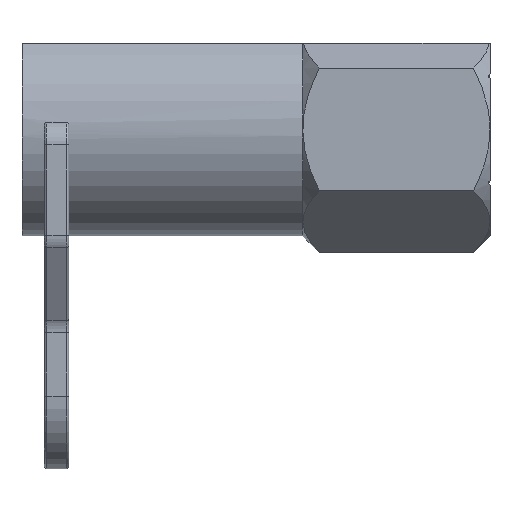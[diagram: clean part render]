
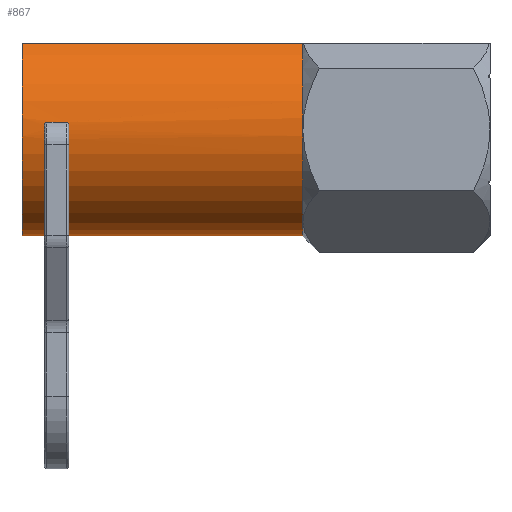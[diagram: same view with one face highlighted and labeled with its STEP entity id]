
A CAD part, left-side view. The second image highlights one B-rep face of the part: STEP entity #867.
In plain terms, the highlighted cylindrical face has radius 22.733 mm (diameter 45.466 mm), a partial arc.
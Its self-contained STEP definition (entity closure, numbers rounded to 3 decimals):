
#751 = VERTEX_POINT ( 'NONE', #2204 ) ;
#752 = ORIENTED_EDGE ( 'NONE', *, *, #753, .T. ) ;
#753 = EDGE_CURVE ( 'NONE', #751, #798, #2203, .T. ) ;
#793 = EDGE_CURVE ( 'NONE', #878, #871, #2319, .T. ) ;
#794 = EDGE_LOOP ( 'NONE', ( #795, #832, #835, #752 ) ) ;
#795 = ORIENTED_EDGE ( 'NONE', *, *, #796, .F. ) ;
#796 = EDGE_CURVE ( 'NONE', #797, #798, #2314, .T. ) ;
#797 = VERTEX_POINT ( 'NONE', #2309 ) ;
#798 = VERTEX_POINT ( 'NONE', #2308 ) ;
#818 = VERTEX_POINT ( 'NONE', #2331 ) ;
#819 = ORIENTED_EDGE ( 'NONE', *, *, #820, .F. ) ;
#820 = EDGE_CURVE ( 'NONE', #821, #818, #2330, .T. ) ;
#821 = VERTEX_POINT ( 'NONE', #2325 ) ;
#822 = ORIENTED_EDGE ( 'NONE', *, *, #872, .T. ) ;
#823 = VERTEX_POINT ( 'NONE', #2386 ) ;
#832 = ORIENTED_EDGE ( 'NONE', *, *, #833, .T. ) ;
#833 = EDGE_CURVE ( 'NONE', #797, #834, #2368, .T. ) ;
#834 = VERTEX_POINT ( 'NONE', #2364 ) ;
#835 = ORIENTED_EDGE ( 'NONE', *, *, #836, .T. ) ;
#836 = EDGE_CURVE ( 'NONE', #834, #751, #2362, .T. ) ;
#867 = ADVANCED_FACE ( 'NONE', ( #2507, #2452 ), #2502, .T. ) ;
#868 = EDGE_LOOP ( 'NONE', ( #869, #819, #822, #873, #876, #879 ) ) ;
#869 = ORIENTED_EDGE ( 'NONE', *, *, #870, .T. ) ;
#870 = EDGE_CURVE ( 'NONE', #871, #818, #2497, .T. ) ;
#871 = VERTEX_POINT ( 'NONE', #2493 ) ;
#872 = EDGE_CURVE ( 'NONE', #821, #823, #2492, .T. ) ;
#873 = ORIENTED_EDGE ( 'NONE', *, *, #874, .T. ) ;
#874 = EDGE_CURVE ( 'NONE', #823, #875, #2491, .T. ) ;
#875 = VERTEX_POINT ( 'NONE', #2481 ) ;
#876 = ORIENTED_EDGE ( 'NONE', *, *, #877, .T. ) ;
#877 = EDGE_CURVE ( 'NONE', #875, #878, #2533, .T. ) ;
#878 = VERTEX_POINT ( 'NONE', #2532 ) ;
#879 = ORIENTED_EDGE ( 'NONE', *, *, #793, .T. ) ;
#2200 = DIRECTION ( 'NONE',  ( 0., 1., 0. ) ) ;
#2201 = VECTOR ( 'NONE', #2200, 1000. ) ;
#2202 = CARTESIAN_POINT ( 'NONE',  ( -13.285, 40., 18.447 ) ) ;
#2203 = LINE ( 'NONE', #2202, #2201 ) ;
#2204 = CARTESIAN_POINT ( 'NONE',  ( -13.285, 40., 18.447 ) ) ;
#2308 = CARTESIAN_POINT ( 'NONE',  ( -13.285, 100., 18.447 ) ) ;
#2309 = CARTESIAN_POINT ( 'NONE',  ( 0., 100., -22.733 ) ) ;
#2310 = DIRECTION ( 'NONE',  ( 0., 0., 1. ) ) ;
#2311 = DIRECTION ( 'NONE',  ( 0., 1., 0. ) ) ;
#2312 = CARTESIAN_POINT ( 'NONE',  ( 0., 100., 0. ) ) ;
#2313 = AXIS2_PLACEMENT_3D ( 'NONE', #2312, #2311, #2310 ) ;
#2314 = CIRCLE ( 'NONE', #2313, 22.733 ) ;
#2315 = DIRECTION ( 'NONE',  ( 0., 0., 1. ) ) ;
#2316 = DIRECTION ( 'NONE',  ( 0., -1., 0. ) ) ;
#2317 = CARTESIAN_POINT ( 'NONE',  ( 0., 90., 0. ) ) ;
#2318 = AXIS2_PLACEMENT_3D ( 'NONE', #2317, #2316, #2315 ) ;
#2319 = CIRCLE ( 'NONE', #2318, 22.733 ) ;
#2325 = CARTESIAN_POINT ( 'NONE',  ( -22.713, 95.2, 0.95 ) ) ;
#2326 = DIRECTION ( 'NONE',  ( 0., 0., 1. ) ) ;
#2327 = DIRECTION ( 'NONE',  ( 0., -1., 0. ) ) ;
#2328 = CARTESIAN_POINT ( 'NONE',  ( 0., 95.2, 0. ) ) ;
#2329 = AXIS2_PLACEMENT_3D ( 'NONE', #2328, #2327, #2326 ) ;
#2330 = CIRCLE ( 'NONE', #2329, 22.733 ) ;
#2331 = CARTESIAN_POINT ( 'NONE',  ( -22.645, 95.2, -2. ) ) ;
#2358 = DIRECTION ( 'NONE',  ( 0., 0., 1. ) ) ;
#2359 = DIRECTION ( 'NONE',  ( 0., 1., 0. ) ) ;
#2360 = CARTESIAN_POINT ( 'NONE',  ( 0., 40., 0. ) ) ;
#2361 = AXIS2_PLACEMENT_3D ( 'NONE', #2360, #2359, #2358 ) ;
#2362 = CIRCLE ( 'NONE', #2361, 22.733 ) ;
#2364 = CARTESIAN_POINT ( 'NONE',  ( 0., 40., -22.733 ) ) ;
#2365 = DIRECTION ( 'NONE',  ( 0., -1., 0. ) ) ;
#2366 = VECTOR ( 'NONE', #2365, 1000. ) ;
#2367 = CARTESIAN_POINT ( 'NONE',  ( 0., 100., -22.733 ) ) ;
#2368 = LINE ( 'NONE', #2367, #2366 ) ;
#2386 = CARTESIAN_POINT ( 'NONE',  ( -22.684, 94.7, 1.5 ) ) ;
#2452 = FACE_OUTER_BOUND ( 'NONE', #794, .T. ) ;
#2481 = CARTESIAN_POINT ( 'NONE',  ( -22.684, 90.5, 1.5 ) ) ;
#2482 = DIRECTION ( 'NONE',  ( 0., -1., 0. ) ) ;
#2483 = VECTOR ( 'NONE', #2482, 1000. ) ;
#2484 = CARTESIAN_POINT ( 'NONE',  ( -22.684, 94.7, 1.5 ) ) ;
#2485 = CARTESIAN_POINT ( 'NONE',  ( -22.684, 94.839, 1.5 ) ) ;
#2486 = CARTESIAN_POINT ( 'NONE',  ( -22.688, 94.972, 1.434 ) ) ;
#2487 = CARTESIAN_POINT ( 'NONE',  ( -22.7, 95.153, 1.224 ) ) ;
#2488 = CARTESIAN_POINT ( 'NONE',  ( -22.707, 95.2, 1.088 ) ) ;
#2489 = CARTESIAN_POINT ( 'NONE',  ( -22.713, 95.2, 0.95 ) ) ;
#2490 = CARTESIAN_POINT ( 'NONE',  ( -22.684, 95.2, 1.5 ) ) ;
#2491 = LINE ( 'NONE', #2490, #2483 ) ;
#2492 = B_SPLINE_CURVE_WITH_KNOTS ( 'NONE', 3,
 ( #2489, #2488, #2487, #2486, #2485, #2484 ),
 .UNSPECIFIED., .F., .F.,
 ( 4, 2, 4 ),
 ( 0., 0., 0.001 ),
 .UNSPECIFIED. ) ;
#2493 = CARTESIAN_POINT ( 'NONE',  ( -22.645, 90., -2. ) ) ;
#2494 = DIRECTION ( 'NONE',  ( 0., 1., 0. ) ) ;
#2495 = VECTOR ( 'NONE', #2494, 1000. ) ;
#2496 = CARTESIAN_POINT ( 'NONE',  ( -22.645, -0.001, -2. ) ) ;
#2497 = LINE ( 'NONE', #2496, #2495 ) ;
#2498 = DIRECTION ( 'NONE',  ( 0., 0., -1. ) ) ;
#2499 = DIRECTION ( 'NONE',  ( 0., -1., 0. ) ) ;
#2500 = CARTESIAN_POINT ( 'NONE',  ( 0., 100., 0. ) ) ;
#2501 = AXIS2_PLACEMENT_3D ( 'NONE', #2500, #2499, #2498 ) ;
#2502 = CYLINDRICAL_SURFACE ( 'NONE', #2501, 22.733 ) ;
#2507 = FACE_BOUND ( 'NONE', #868, .T. ) ;
#2525 = CARTESIAN_POINT ( 'NONE',  ( -22.713, 90., 0.95 ) ) ;
#2526 = CARTESIAN_POINT ( 'NONE',  ( -22.707, 90., 1.088 ) ) ;
#2527 = CARTESIAN_POINT ( 'NONE',  ( -22.7, 90.048, 1.226 ) ) ;
#2528 = CARTESIAN_POINT ( 'NONE',  ( -22.688, 90.228, 1.433 ) ) ;
#2529 = CARTESIAN_POINT ( 'NONE',  ( -22.684, 90.361, 1.5 ) ) ;
#2530 = CARTESIAN_POINT ( 'NONE',  ( -22.684, 90.5, 1.5 ) ) ;
#2532 = CARTESIAN_POINT ( 'NONE',  ( -22.713, 90., 0.95 ) ) ;
#2533 = B_SPLINE_CURVE_WITH_KNOTS ( 'NONE', 3,
 ( #2530, #2529, #2528, #2527, #2526, #2525 ),
 .UNSPECIFIED., .F., .F.,
 ( 4, 2, 4 ),
 ( 0., 0., 0.001 ),
 .UNSPECIFIED. ) ;
